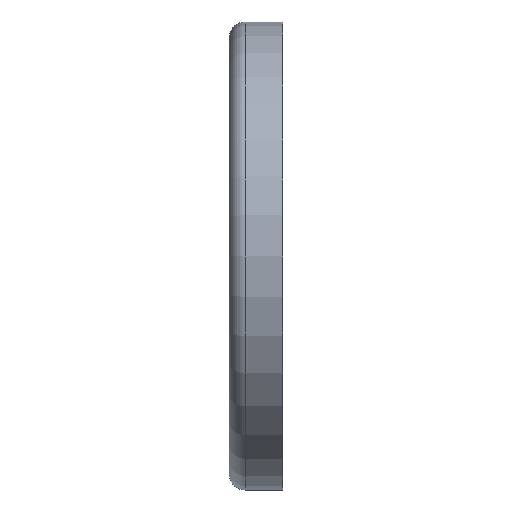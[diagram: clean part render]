
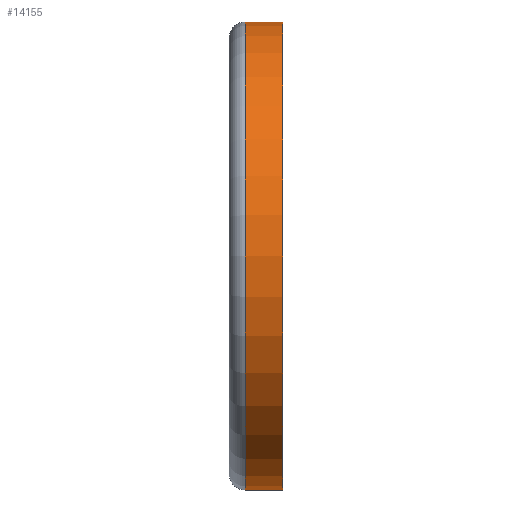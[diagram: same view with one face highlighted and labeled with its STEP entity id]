
A CAD part, left-side view. The second image highlights one B-rep face of the part: STEP entity #14155.
In plain terms, the highlighted cylindrical face has radius 43.5 mm (diameter 87 mm), a partial arc.
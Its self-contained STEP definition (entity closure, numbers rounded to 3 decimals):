
#43 = DIRECTION ( 'NONE',  ( 0., -1., 0. ) ) ;
#73 = VERTEX_POINT ( 'NONE', #15443 ) ;
#169 = DIRECTION ( 'NONE',  ( 0., 0., -1. ) ) ;
#1406 = CARTESIAN_POINT ( 'NONE',  ( 0., 0., 43.5 ) ) ;
#2749 = DIRECTION ( 'NONE',  ( 0., -1., 0. ) ) ;
#3613 = CARTESIAN_POINT ( 'NONE',  ( 0., 0., -43.5 ) ) ;
#3803 = ORIENTED_EDGE ( 'NONE', *, *, #8461, .T. ) ;
#4429 = AXIS2_PLACEMENT_3D ( 'NONE', #7644, #14897, #5145 ) ;
#4656 = ORIENTED_EDGE ( 'NONE', *, *, #7587, .F. ) ;
#4960 = ORIENTED_EDGE ( 'NONE', *, *, #12518, .T. ) ;
#5145 = DIRECTION ( 'NONE',  ( 0., 0., -1. ) ) ;
#5348 = CIRCLE ( 'NONE', #8043, 43.5 ) ;
#5737 = FACE_OUTER_BOUND ( 'NONE', #6428, .T. ) ;
#6345 = DIRECTION ( 'NONE',  ( 0., -1., 0. ) ) ;
#6428 = EDGE_LOOP ( 'NONE', ( #4656, #4960, #3803, #14533 ) ) ;
#7151 = CIRCLE ( 'NONE', #4429, 43.5 ) ;
#7277 = VERTEX_POINT ( 'NONE', #9145 ) ;
#7365 = LINE ( 'NONE', #1406, #15709 ) ;
#7587 = EDGE_CURVE ( 'NONE', #73, #7880, #7365, .T. ) ;
#7644 = CARTESIAN_POINT ( 'NONE',  ( 0., 0., 0. ) ) ;
#7880 = VERTEX_POINT ( 'NONE', #11847 ) ;
#8043 = AXIS2_PLACEMENT_3D ( 'NONE', #10014, #2749, #169 ) ;
#8461 = EDGE_CURVE ( 'NONE', #9293, #7277, #15497, .T. ) ;
#9145 = CARTESIAN_POINT ( 'NONE',  ( 0., 0., -43.5 ) ) ;
#9293 = VERTEX_POINT ( 'NONE', #13291 ) ;
#9629 = EDGE_CURVE ( 'NONE', #7880, #7277, #7151, .T. ) ;
#10014 = CARTESIAN_POINT ( 'NONE',  ( 0., 7., 0. ) ) ;
#10959 = DIRECTION ( 'NONE',  ( 0., -1., 0. ) ) ;
#11576 = AXIS2_PLACEMENT_3D ( 'NONE', #15948, #10959, #15842 ) ;
#11847 = CARTESIAN_POINT ( 'NONE',  ( 0., 0., 43.5 ) ) ;
#12518 = EDGE_CURVE ( 'NONE', #73, #9293, #5348, .T. ) ;
#13291 = CARTESIAN_POINT ( 'NONE',  ( 0., 7., -43.5 ) ) ;
#14155 = ADVANCED_FACE ( 'NONE', ( #5737 ), #15951, .T. ) ;
#14533 = ORIENTED_EDGE ( 'NONE', *, *, #9629, .F. ) ;
#14695 = VECTOR ( 'NONE', #43, 1000. ) ;
#14897 = DIRECTION ( 'NONE',  ( 0., -1., 0. ) ) ;
#15443 = CARTESIAN_POINT ( 'NONE',  ( 0., 7., 43.5 ) ) ;
#15497 = LINE ( 'NONE', #3613, #14695 ) ;
#15709 = VECTOR ( 'NONE', #6345, 1000. ) ;
#15842 = DIRECTION ( 'NONE',  ( 0., 0., -1. ) ) ;
#15948 = CARTESIAN_POINT ( 'NONE',  ( 0., 0., 0. ) ) ;
#15951 = CYLINDRICAL_SURFACE ( 'NONE', #11576, 43.5 ) ;
